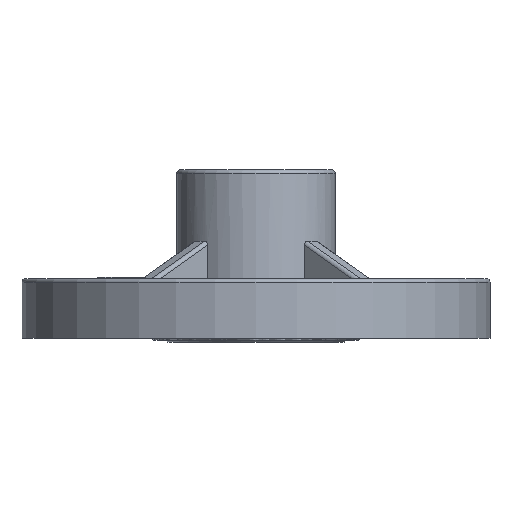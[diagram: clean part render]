
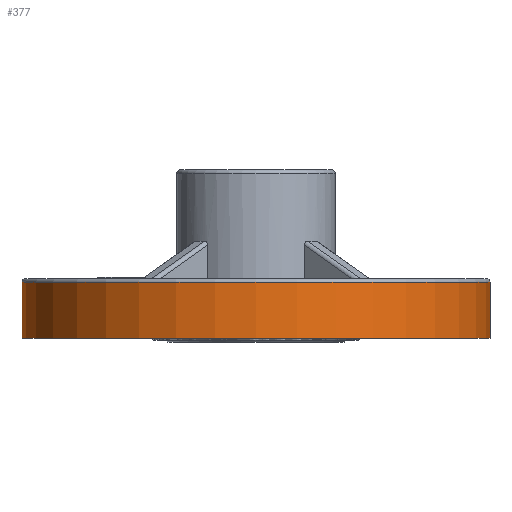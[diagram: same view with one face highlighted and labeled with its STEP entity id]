
A CAD part, front view. The second image highlights one B-rep face of the part: STEP entity #377.
In plain terms, the highlighted cylindrical face has radius 62.6 mm (diameter 125.2 mm), a full revolution.
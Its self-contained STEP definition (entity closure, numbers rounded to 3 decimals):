
#98=CYLINDRICAL_SURFACE('',#4409,62.6);
#377=ADVANCED_FACE('',(#1396,#1397),#98,.T.);
#1331=CIRCLE('',#4407,62.6);
#1332=CIRCLE('',#4408,62.6);
#1396=FACE_BOUND('',#1506,.T.);
#1397=FACE_BOUND('',#1507,.T.);
#1506=EDGE_LOOP('',(#2071));
#1507=EDGE_LOOP('',(#2072));
#2071=ORIENTED_EDGE('',*,*,#3687,.T.);
#2072=ORIENTED_EDGE('',*,*,#3688,.T.);
#3239=VERTEX_POINT('',#6785);
#3240=VERTEX_POINT('',#6787);
#3687=EDGE_CURVE('',#3239,#3239,#1331,.T.);
#3688=EDGE_CURVE('',#3240,#3240,#1332,.T.);
#4407=AXIS2_PLACEMENT_3D('',#6784,#4950,#4951);
#4408=AXIS2_PLACEMENT_3D('',#6786,#4952,#4953);
#4409=AXIS2_PLACEMENT_3D('',#6788,#4954,#4955);
#4950=DIRECTION('',(0.,0.,-1.));
#4951=DIRECTION('',(1.,0.,0.));
#4952=DIRECTION('',(0.,0.,1.));
#4953=DIRECTION('',(1.,0.,0.));
#4954=DIRECTION('',(0.,0.,1.));
#4955=DIRECTION('',(1.,0.,0.));
#6784=CARTESIAN_POINT('',(-30.,0.,15.));
#6785=CARTESIAN_POINT('',(32.6,0.,15.));
#6786=CARTESIAN_POINT('',(-30.,0.,0.));
#6787=CARTESIAN_POINT('',(32.6,0.,0.));
#6788=CARTESIAN_POINT('',(-30.,0.,0.));
